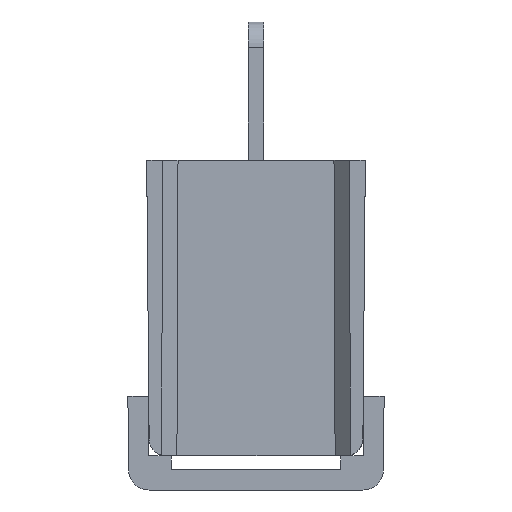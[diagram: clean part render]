
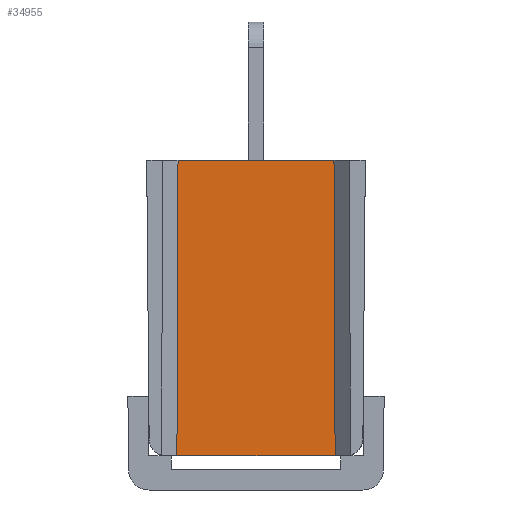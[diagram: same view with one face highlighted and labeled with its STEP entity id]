
A CAD part, front view. The second image highlights one B-rep face of the part: STEP entity #34955.
In plain terms, the highlighted planar face has unit normal (0, -1, -0.009).
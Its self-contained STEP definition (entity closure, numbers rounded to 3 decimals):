
#2776=DIRECTION('',(0.004,-0.009,1.));
#2777=VECTOR('',#2776,17.301);
#2778=CARTESIAN_POINT('',(-4.63,-24.229,-17.3));
#2779=LINE('',#2778,#2777);
#2780=DIRECTION('',(1.,0.,0.));
#2781=VECTOR('',#2780,9.132);
#2782=CARTESIAN_POINT('',(-4.566,-24.38,
0.));
#2783=LINE('',#2782,#2781);
#2784=DIRECTION('',(0.004,0.009,-1.));
#2785=VECTOR('',#2784,17.301);
#2786=CARTESIAN_POINT('',(4.566,-24.38,
0.));
#2787=LINE('',#2786,#2785);
#2788=DIRECTION('',(-1.,0.,0.));
#2789=VECTOR('',#2788,9.26);
#2790=CARTESIAN_POINT('',(4.63,-24.229,-17.3));
#2791=LINE('',#2790,#2789);
#29083=CARTESIAN_POINT('',(4.566,-24.38,
0.));
#29085=VERTEX_POINT('',#29083);
#29086=CARTESIAN_POINT('',(-4.566,-24.38,
0.));
#29088=VERTEX_POINT('',#29086);
#30809=CARTESIAN_POINT('',(-4.63,-24.229,-17.3));
#30810=VERTEX_POINT('',#30809);
#30811=CARTESIAN_POINT('',(4.63,-24.229,-17.3));
#30812=VERTEX_POINT('',#30811);
#34944=CARTESIAN_POINT('',(0.,-24.305,-8.65));
#34945=DIRECTION('',(0.,1.,0.009));
#34946=DIRECTION('',(1.,0.,0.));
#34947=AXIS2_PLACEMENT_3D('',#34944,#34945,#34946);
#34948=PLANE('',#34947);
#34949=ORIENTED_EDGE('',*,*,#32091,.T.);
#34950=ORIENTED_EDGE('',*,*,#31017,.T.);
#34951=ORIENTED_EDGE('',*,*,#34936,.T.);
#34952=ORIENTED_EDGE('',*,*,#32106,.T.);
#34953=EDGE_LOOP('',(#34949,#34950,#34951,#34952));
#34954=FACE_OUTER_BOUND('',#34953,.F.);
#31017=EDGE_CURVE('',#29088,#29085,#2783,.T.);
#32091=EDGE_CURVE('',#30810,#29088,#2779,.T.);
#32106=EDGE_CURVE('',#30812,#30810,#2791,.T.);
#34936=EDGE_CURVE('',#29085,#30812,#2787,.T.);
#34955=ADVANCED_FACE('',(#34954),#34948,.F.);
